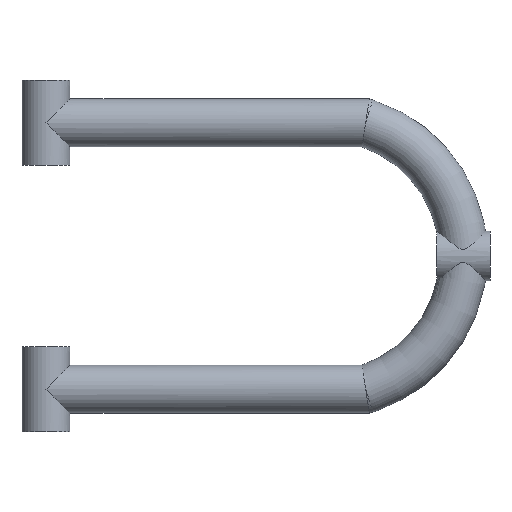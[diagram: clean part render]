
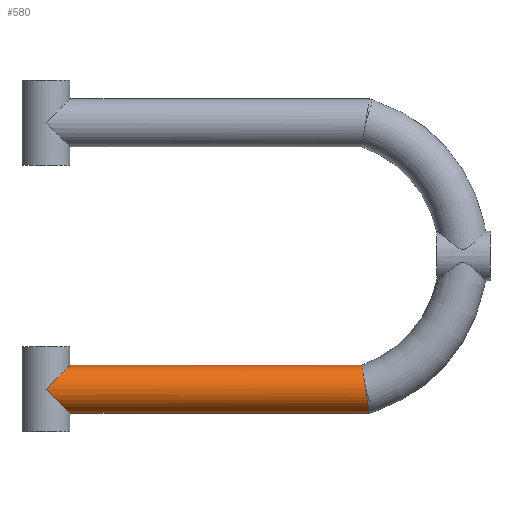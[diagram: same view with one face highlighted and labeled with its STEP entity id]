
A CAD part, top view. The second image highlights one B-rep face of the part: STEP entity #580.
In plain terms, the highlighted cylindrical face has radius 13.5 mm (diameter 27 mm), a full revolution.
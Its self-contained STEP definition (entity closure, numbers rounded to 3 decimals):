
#468 = VERTEX_POINT('',#469);
#469 = CARTESIAN_POINT('',(138.5,-15.5,0.));
#475 = EDGE_CURVE('',#476,#468,#478,.T.);
#476 = VERTEX_POINT('',#477);
#477 = CARTESIAN_POINT('',(125.,-29.,-13.5));
#478 = ELLIPSE('',#479,19.092,13.5);
#479 = AXIS2_PLACEMENT_3D('',#480,#481,#482);
#480 = CARTESIAN_POINT('',(125.,-29.,0.));
#481 = DIRECTION('',(0.707,-0.707,0.)
  );
#482 = DIRECTION('',(-0.707,-0.707,0.
    ));
#484 = EDGE_CURVE('',#485,#476,#487,.T.);
#485 = VERTEX_POINT('',#486);
#486 = CARTESIAN_POINT('',(138.5,-42.5,0.));
#487 = ELLIPSE('',#488,19.092,13.5);
#488 = AXIS2_PLACEMENT_3D('',#489,#490,#491);
#489 = CARTESIAN_POINT('',(125.,-29.,0.));
#490 = DIRECTION('',(0.707,0.707,0.));
#491 = DIRECTION('',(-0.707,0.707,0.)
  );
#509 = EDGE_CURVE('',#510,#485,#512,.T.);
#510 = VERTEX_POINT('',#511);
#511 = CARTESIAN_POINT('',(125.,-29.,13.5));
#512 = ELLIPSE('',#513,19.092,13.5);
#513 = AXIS2_PLACEMENT_3D('',#514,#515,#516);
#514 = CARTESIAN_POINT('',(125.,-29.,0.));
#515 = DIRECTION('',(0.707,0.707,0.));
#516 = DIRECTION('',(-0.707,0.707,0.)
  );
#518 = EDGE_CURVE('',#468,#510,#519,.T.);
#519 = ELLIPSE('',#520,19.092,13.5);
#520 = AXIS2_PLACEMENT_3D('',#521,#522,#523);
#521 = CARTESIAN_POINT('',(125.,-29.,0.));
#522 = DIRECTION('',(0.707,-0.707,0.)
  );
#523 = DIRECTION('',(-0.707,-0.707,0.
    ));
#558 = EDGE_CURVE('',#559,#561,#563,.T.);
#559 = VERTEX_POINT('',#560);
#560 = CARTESIAN_POINT('',(305.,-29.,13.5));
#561 = VERTEX_POINT('',#562);
#562 = CARTESIAN_POINT('',(305.,-29.,-13.5));
#563 = ELLIPSE('',#564,13.659,13.5);
#564 = AXIS2_PLACEMENT_3D('',#565,#566,#567);
#565 = CARTESIAN_POINT('',(305.,-29.,0.));
#566 = DIRECTION('',(0.988,0.152,0.));
#567 = DIRECTION('',(0.152,-0.988,0.));
#580 = ADVANCED_FACE('',(#581),#631,.T.);
#581 = FACE_BOUND('',#582,.T.);
#582 = EDGE_LOOP('',(#583,#584,#585,#586,#594,#611,#612,#629,#630));
#583 = ORIENTED_EDGE('',*,*,#509,.T.);
#584 = ORIENTED_EDGE('',*,*,#484,.T.);
#585 = ORIENTED_EDGE('',*,*,#475,.T.);
#586 = ORIENTED_EDGE('',*,*,#587,.T.);
#587 = EDGE_CURVE('',#468,#588,#590,.T.);
#588 = VERTEX_POINT('',#589);
#589 = CARTESIAN_POINT('',(302.823,-15.5,0.));
#590 = LINE('',#591,#592);
#591 = CARTESIAN_POINT('',(305.,-15.5,0.));
#592 = VECTOR('',#593,1.);
#593 = DIRECTION('',(1.,0.,0.));
#594 = ORIENTED_EDGE('',*,*,#595,.F.);
#595 = EDGE_CURVE('',#561,#588,#596,.T.);
#596 = B_SPLINE_CURVE_WITH_KNOTS('',3,(#597,#598,#599,#600,#601,#602,
    #603,#604,#605,#606,#607,#608,#609,#610),.UNSPECIFIED.,.F.,.F.,(4,2,
    2,2,2,2,4),(-4.271,-4.263,-3.731,
    -3.187,-2.656,-2.233,-2.131),
  .UNSPECIFIED.);
#597 = CARTESIAN_POINT('',(305.,-29.,-13.5));
#598 = CARTESIAN_POINT('',(304.996,-28.971,-13.5));
#599 = CARTESIAN_POINT('',(304.991,-28.943,
    -13.5));
#600 = CARTESIAN_POINT('',(304.717,-27.161,
    -13.489));
#601 = CARTESIAN_POINT('',(304.445,-25.426,
    -13.136));
#602 = CARTESIAN_POINT('',(303.924,-22.153,
    -11.772));
#603 = CARTESIAN_POINT('',(303.679,-20.649,
    -10.759));
#604 = CARTESIAN_POINT('',(303.268,-18.151,
    -8.225));
#605 = CARTESIAN_POINT('',(303.104,-17.169,
    -6.739));
#606 = CARTESIAN_POINT('',(302.902,-15.969,
    -3.799));
#607 = CARTESIAN_POINT('',(302.847,-15.644,
    -2.42));
#608 = CARTESIAN_POINT('',(302.825,-15.513,
    -0.676));
#609 = CARTESIAN_POINT('',(302.823,-15.5,-0.338));
#610 = CARTESIAN_POINT('',(302.823,-15.5,0.));
#611 = ORIENTED_EDGE('',*,*,#558,.F.);
#612 = ORIENTED_EDGE('',*,*,#613,.F.);
#613 = EDGE_CURVE('',#588,#559,#614,.T.);
#614 = B_SPLINE_CURVE_WITH_KNOTS('',3,(#615,#616,#617,#618,#619,#620,
    #621,#622,#623,#624,#625,#626,#627,#628),.UNSPECIFIED.,.F.,.F.,(4,2,
    2,2,2,2,4),(-2.131,-1.859,-1.321,
    -0.831,-0.413,0.,0.009),
  .UNSPECIFIED.);
#615 = CARTESIAN_POINT('',(302.823,-15.5,0.));
#616 = CARTESIAN_POINT('',(302.823,-15.5,0.905));
#617 = CARTESIAN_POINT('',(302.838,-15.591,1.809
    ));
#618 = CARTESIAN_POINT('',(302.929,-16.13,4.451
    ));
#619 = CARTESIAN_POINT('',(303.048,-16.832,
    6.114));
#620 = CARTESIAN_POINT('',(303.367,-18.75,
    8.935));
#621 = CARTESIAN_POINT('',(303.557,-19.898,
    10.101));
#622 = CARTESIAN_POINT('',(303.954,-22.349,
    11.829));
#623 = CARTESIAN_POINT('',(304.154,-23.591,
    12.445));
#624 = CARTESIAN_POINT('',(304.566,-26.2,
    13.277));
#625 = CARTESIAN_POINT('',(304.777,-27.553,
    13.491));
#626 = CARTESIAN_POINT('',(304.991,-28.943,
    13.5));
#627 = CARTESIAN_POINT('',(304.996,-28.971,13.5));
#628 = CARTESIAN_POINT('',(305.,-29.,13.5));
#629 = ORIENTED_EDGE('',*,*,#587,.F.);
#630 = ORIENTED_EDGE('',*,*,#518,.T.);
#631 = CYLINDRICAL_SURFACE('',#632,13.5);
#632 = AXIS2_PLACEMENT_3D('',#633,#634,#635);
#633 = CARTESIAN_POINT('',(305.,-29.,0.));
#634 = DIRECTION('',(-1.,0.,0.));
#635 = DIRECTION('',(0.,-1.,0.));
